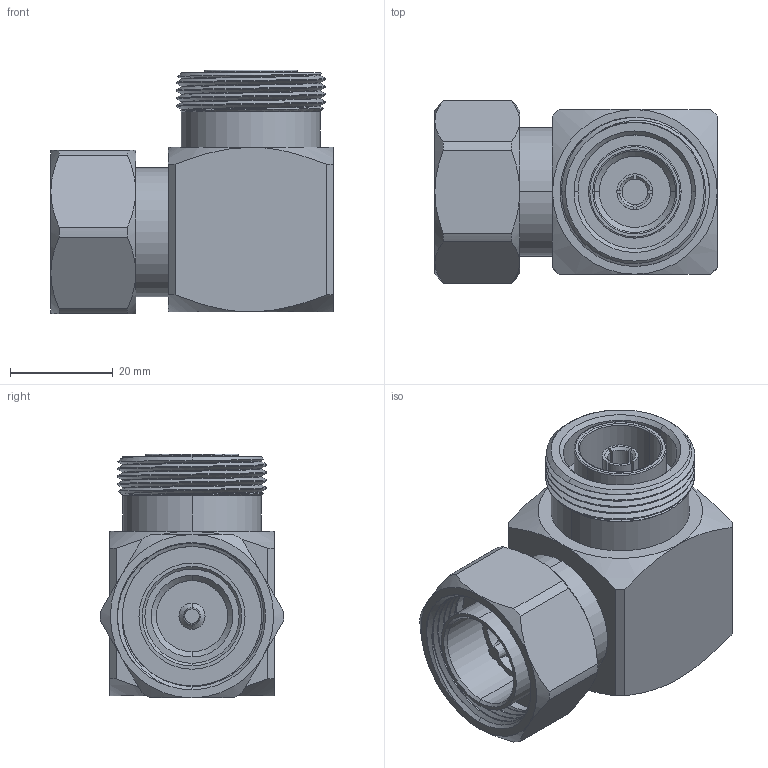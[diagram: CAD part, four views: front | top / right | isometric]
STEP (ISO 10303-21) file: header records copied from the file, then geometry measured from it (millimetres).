
FILE_DESCRIPTION (( 'STEP AP214' ), '1' );
FILE_NAME ('PE91117.STEP', '2017-10-18T17:14:38', ( '' ), ( '' ), 'SwSTEP 2.0', 'SolidWorks 2017', '' );
FILE_SCHEMA (( 'AUTOMOTIVE_DESIGN' ));
Length unit declared in the file: inch
Products named in the file (1): PE91117
Bounding box: 54.86 x 35.58 x 47.36 mm (x, y, z)
Volume: 47257.8 mm3; surface area: 16703.5 mm2
Topology: 2 solids, 2 shells, 153 faces, 370 edges, 234 vertices
Faces by surface type: cylinder 51, plane 47, cone 45, bspline 6, torus 4
Entity records: 6858 total; most frequent: CARTESIAN_POINT 3379, ORIENTED_EDGE 740, DIRECTION 680, EDGE_CURVE 370, AXIS2_PLACEMENT_3D 283, VERTEX_POINT 234, EDGE_LOOP 166, ADVANCED_FACE 153
